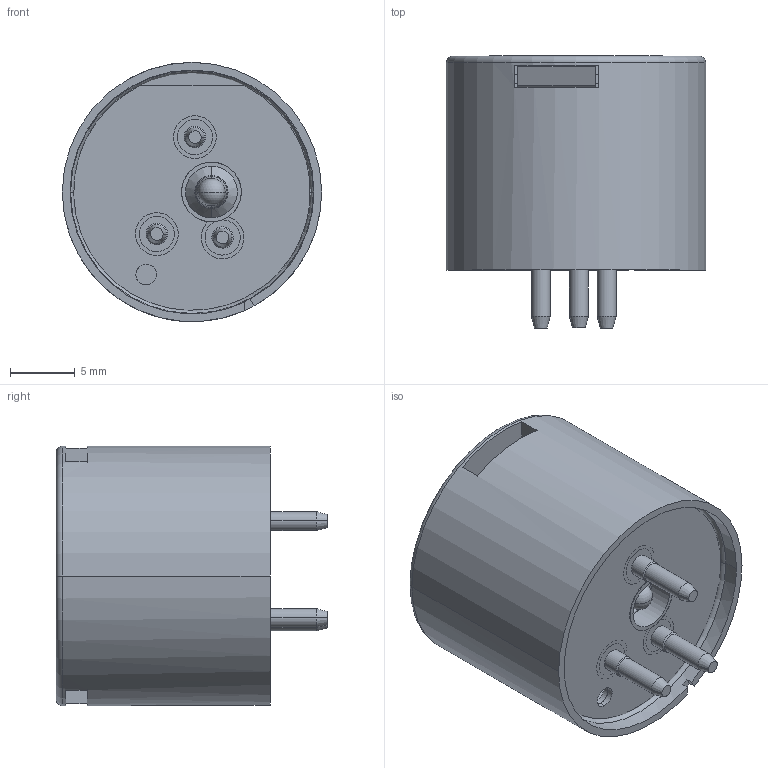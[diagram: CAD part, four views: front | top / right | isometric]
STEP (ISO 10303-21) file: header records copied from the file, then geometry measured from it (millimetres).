
FILE_DESCRIPTION (( 'STEP AP214' ), '1' );
FILE_NAME ('MiniPID Assembly Download - STEP File 4.STEP', '2020-09-10T12:27:48', ( '' ), ( '' ), 'SwSTEP 2.0', 'SolidWorks 2019', '' );
FILE_SCHEMA (( 'AUTOMOTIVE_DESIGN' ));
Length unit declared in the file: millimetre
Products named in the file (1): MiniPID Assembly Download - STEP File 4
Bounding box: 20 x 20.96 x 20 mm (x, y, z)
Volume: 2197.8 mm3; surface area: 5907.5 mm2
Topology: 11 solids, 11 shells, 424 faces, 979 edges, 610 vertices
Faces by surface type: cylinder 188, plane 146, cone 56, torus 28, sphere 4, bspline 2
Entity records: 17673 total; most frequent: CARTESIAN_POINT 2829, DIRECTION 2292, ORIENTED_EDGE 1930, EDGE_CURVE 965, AXIS2_PLACEMENT_3D 912, VERTEX_POINT 610, EDGE_LOOP 513, CIRCLE 489
